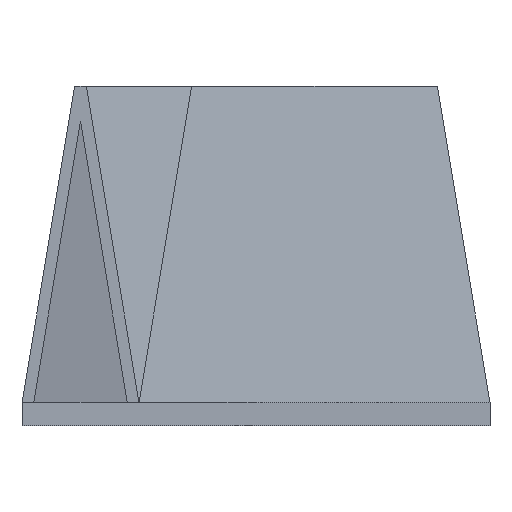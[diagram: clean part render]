
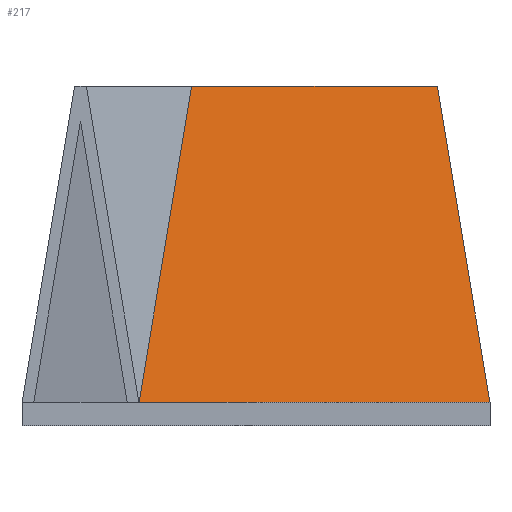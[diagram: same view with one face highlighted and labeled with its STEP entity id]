
A CAD part, left-side view. The second image highlights one B-rep face of the part: STEP entity #217.
In plain terms, the highlighted free-form (B-spline) face has degree [1, 1] with [2, 2] control points.
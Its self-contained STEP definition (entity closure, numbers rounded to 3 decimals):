
#62 = VERTEX_POINT('',#63);
#63 = CARTESIAN_POINT('',(-10.,-10.,1.));
#95 = VERTEX_POINT('',#96);
#96 = CARTESIAN_POINT('',(-10.,5.,1.));
#102 = EDGE_CURVE('',#62,#95,#103,.T.);
#103 = LINE('',#104,#105);
#104 = CARTESIAN_POINT('',(-10.,-10.,1.));
#105 = VECTOR('',#106,1.);
#106 = DIRECTION('',(0.,1.,0.));
#217 = ADVANCED_FACE('',(#218),#240,.T.);
#218 = FACE_BOUND('',#219,.T.);
#219 = EDGE_LOOP('',(#220,#227,#228,#235));
#220 = ORIENTED_EDGE('',*,*,#221,.F.);
#221 = EDGE_CURVE('',#95,#222,#224,.T.);
#222 = VERTEX_POINT('',#223);
#223 = CARTESIAN_POINT('',(-7.75,2.75,14.5));
#224 = B_SPLINE_CURVE_WITH_KNOTS('',1,(#225,#226),.UNSPECIFIED.,.F.,.F.,
  (2,2),(-0.714,0.51),.PIECEWISE_BEZIER_KNOTS.);
#225 = CARTESIAN_POINT('',(-10.,5.,1.
    ));
#226 = CARTESIAN_POINT('',(-7.5,2.5,
    16.));
#227 = ORIENTED_EDGE('',*,*,#102,.F.);
#228 = ORIENTED_EDGE('',*,*,#229,.T.);
#229 = EDGE_CURVE('',#62,#230,#232,.T.);
#230 = VERTEX_POINT('',#231);
#231 = CARTESIAN_POINT('',(-7.75,-7.75,14.5));
#232 = B_SPLINE_CURVE_WITH_KNOTS('',1,(#233,#234),.UNSPECIFIED.,.F.,.F.,
  (2,2),(-0.714,0.51),.PIECEWISE_BEZIER_KNOTS.);
#233 = CARTESIAN_POINT('',(-10.,-10.,
    1.));
#234 = CARTESIAN_POINT('',(-7.5,-7.5,
    16.));
#235 = ORIENTED_EDGE('',*,*,#236,.F.);
#236 = EDGE_CURVE('',#222,#230,#237,.T.);
#237 = B_SPLINE_CURVE_WITH_KNOTS('',1,(#238,#239),.UNSPECIFIED.,.F.,.F.,
  (2,2),(0.,1.),.PIECEWISE_BEZIER_KNOTS.);
#238 = CARTESIAN_POINT('',(-7.75,5.,14.5));
#239 = CARTESIAN_POINT('',(-7.75,-10.,14.5));
#240 = B_SPLINE_SURFACE_WITH_KNOTS('',1,1,(
    (#241,#242)
    ,(#243,#244
    )),.UNSPECIFIED.,.F.,.F.,.F.,(2,2),(2,2),(-0.634,
    0.484),(-1.5,1.5),.PIECEWISE_BEZIER_KNOTS.);
#241 = CARTESIAN_POINT('',(-7.5,5.,16.));
#242 = CARTESIAN_POINT('',(-7.5,-10.,16.));
#243 = CARTESIAN_POINT('',(-10.,5.,1.));
#244 = CARTESIAN_POINT('',(-10.,-10.,1.));
